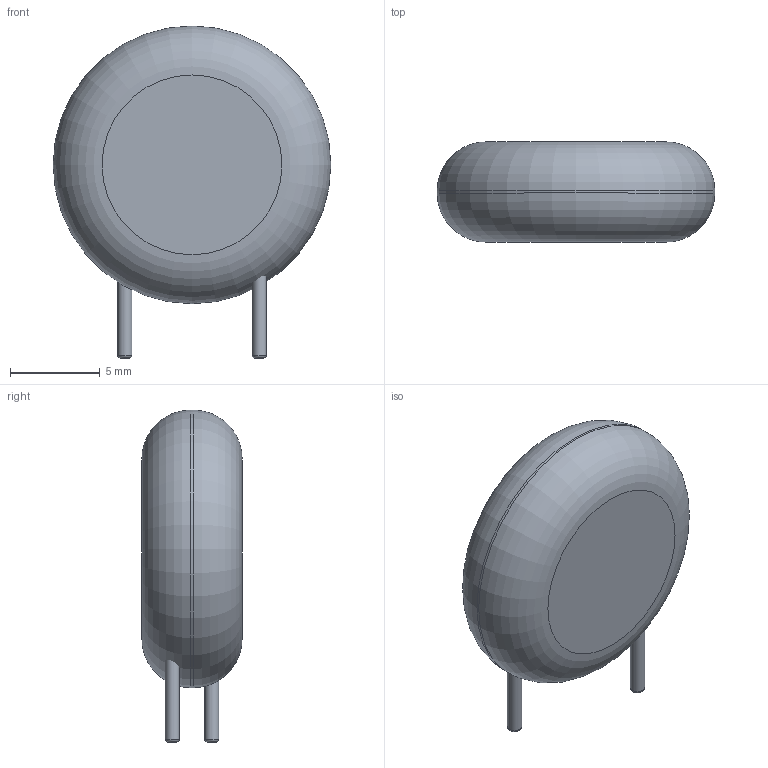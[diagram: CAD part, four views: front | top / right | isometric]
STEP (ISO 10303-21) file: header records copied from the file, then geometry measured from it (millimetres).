
FILE_DESCRIPTION(/* description */ ('model of RV_Disc_D15.5mm_W5.6mm_P7.5mm'),/* implementation_level */ '2;1');
FILE_NAME(/* name */ 'RV_Disc_D15.5mm_W5.6mm_P7.5mm.step',/* time_stamp */ '2023-02-06T19:31:10',/* author */ ('KiCAD','kicad'),/* organization */ ('OCCT'),/* preprocessor_version */ '',/* originating_system */ 'KiCAD',/* authorisation */ '');
FILE_SCHEMA(('AUTOMOTIVE_DESIGN { 1 0 10303 214 1 1 1 1 }'));
Length unit declared in the file: millimetre
Products named in the file (6): CQ assembly; dd5e2f12-a697-11ed-a424-fd6f39842d5a; dd5e2f13-a697-11ed-a424-fd6f39842d5a; dd5e2f13-a697-11ed-a424-fd6f39842d5a_part; dd5e2f14-a697-11ed-a424-fd6f39842d5a; dd5e2f14-a697-11ed-a424-fd6f39842d5a_part
Assembly tree (5 placements, depth 4):
  CQ assembly
    dd5e2f12-a697-11ed-a424-fd6f39842d5a
      dd5e2f13-a697-11ed-a424-fd6f39842d5a
        dd5e2f13-a697-11ed-a424-fd6f39842d5a_part
      dd5e2f14-a697-11ed-a424-fd6f39842d5a
        dd5e2f14-a697-11ed-a424-fd6f39842d5a_part
Bounding box: 15.5 x 5.6 x 18.53 mm (x, y, z)
Volume: 923.8 mm3; surface area: 585.1 mm2
Topology: 3 solids, 3 shells, 13 faces, 17 edges, 10 vertices
Faces by surface type: plane 6, torus 4, cylinder 3
Full cylindrical faces by diameter (mm): 0.8 x2, 15.5 x1
Entity records: 394 total; most frequent: DIRECTION 69, CARTESIAN_POINT 46, ORIENTED_EDGE 34, AXIS2_PLACEMENT_3D 33, EDGE_CURVE 17, CIRCLE 14, ADVANCED_FACE 13, FACE_BOUND 13
